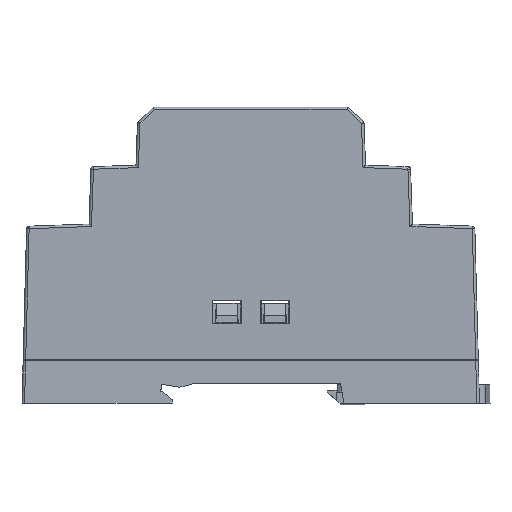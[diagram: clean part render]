
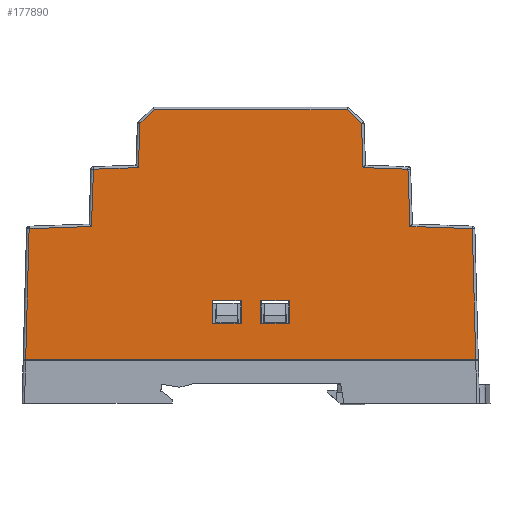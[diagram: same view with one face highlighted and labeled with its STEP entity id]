
A CAD part, left-side view. The second image highlights one B-rep face of the part: STEP entity #177890.
In plain terms, the highlighted planar face has unit normal (-1, 0, 0.009).
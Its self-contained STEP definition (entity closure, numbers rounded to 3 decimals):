
#176020=CARTESIAN_POINT('',(169.893,-96.83,8.9));
#176030=DIRECTION('',(-1.,0.,0.009));
#176040=DIRECTION('',(0.,1.,0.));
#176050=AXIS2_PLACEMENT_3D('',#176020,#176030,#176040);
#176060=PLANE('',#176050);
#176070=CARTESIAN_POINT('',(169.888,-52.551,
8.4));
#176080=DIRECTION('',(0.009,-0.026,
1.));
#176090=VECTOR('',#176080,1.);
#176100=LINE('',#176070,#176090);
#176110=CARTESIAN_POINT('',(169.888,-52.551,8.4));
#176120=VERTEX_POINT('',#176110);
#176130=CARTESIAN_POINT('',(170.112,-53.223,
34.102));
#176140=VERTEX_POINT('',#176130);
#176150=EDGE_CURVE('',#176120,#176140,#176100,.T.);
#176160=ORIENTED_EDGE('',*,*,#176150,.F.);
#176170=CARTESIAN_POINT('',(170.112,-53.223,
34.102));
#176180=DIRECTION('',(0.,-0.999,
0.035));
#176190=VECTOR('',#176180,1.);
#176200=LINE('',#176170,#176190);
#176210=CARTESIAN_POINT('',(170.116,-65.49,
34.531));
#176220=VERTEX_POINT('',#176210);
#176230=EDGE_CURVE('',#176140,#176220,#176200,.T.);
#176240=ORIENTED_EDGE('',*,*,#176230,.F.);
#176250=CARTESIAN_POINT('',(170.116,-65.49,
34.531));
#176260=DIRECTION('',(0.009,-0.035,
0.999));
#176270=VECTOR('',#176260,1.);
#176280=LINE('',#176250,#176270);
#176290=CARTESIAN_POINT('',(170.215,-65.884,
45.809));
#176300=VERTEX_POINT('',#176290);
#176310=EDGE_CURVE('',#176220,#176300,#176280,.T.);
#176320=ORIENTED_EDGE('',*,*,#176310,.F.);
#176330=CARTESIAN_POINT('',(170.215,-65.884,
45.809));
#176340=DIRECTION('',(0.,-0.999,
0.035));
#176350=VECTOR('',#176340,1.);
#176360=LINE('',#176330,#176350);
#176370=CARTESIAN_POINT('',(170.217,-74.73,
46.118));
#176380=VERTEX_POINT('',#176370);
#176390=EDGE_CURVE('',#176300,#176380,#176360,.T.);
#176400=ORIENTED_EDGE('',*,*,#176390,.F.);
#176410=CARTESIAN_POINT('',(170.217,-74.73,
46.118));
#176420=DIRECTION('',(0.009,-0.035,
0.999));
#176430=VECTOR('',#176420,1.);
#176440=LINE('',#176410,#176430);
#176450=CARTESIAN_POINT('',(170.293,-75.032,
54.787));
#176460=VERTEX_POINT('',#176450);
#176470=EDGE_CURVE('',#176380,#176460,#176440,.T.);
#176480=ORIENTED_EDGE('',*,*,#176470,.F.);
#176490=CARTESIAN_POINT('',(170.293,-75.032,
54.787));
#176500=DIRECTION('',(0.006,-0.719,
0.695));
#176510=VECTOR('',#176500,1.);
#176520=LINE('',#176490,#176510);
#176530=CARTESIAN_POINT('',(170.317,-77.846,
57.504));
#176540=VERTEX_POINT('',#176530);
#176550=EDGE_CURVE('',#176460,#176540,#176520,.T.);
#176560=ORIENTED_EDGE('',*,*,#176550,.F.);
#176570=CARTESIAN_POINT('',(170.317,-115.814,
57.504));
#176580=DIRECTION('',(0.,1.,0.));
#176590=VECTOR('',#176580,1.);
#176600=LINE('',#176570,#176590);
#176610=CARTESIAN_POINT('',(170.317,-115.814,
57.504));
#176620=VERTEX_POINT('',#176610);
#176630=EDGE_CURVE('',#176620,#176540,#176600,.T.);
#176640=ORIENTED_EDGE('',*,*,#176630,.T.);
#176650=CARTESIAN_POINT('',(170.317,-115.814,
57.504));
#176660=DIRECTION('',(-0.006,-0.719,
-0.695));
#176670=VECTOR('',#176660,1.);
#176680=LINE('',#176650,#176670);
#176690=CARTESIAN_POINT('',(170.293,-118.628,
54.787));
#176700=VERTEX_POINT('',#176690);
#176710=EDGE_CURVE('',#176620,#176700,#176680,.T.);
#176720=ORIENTED_EDGE('',*,*,#176710,.F.);
#176730=CARTESIAN_POINT('',(170.293,-118.628,
54.787));
#176740=DIRECTION('',(-0.009,-0.035,
-0.999));
#176750=VECTOR('',#176740,1.);
#176760=LINE('',#176730,#176750);
#176770=CARTESIAN_POINT('',(170.217,-118.931,
46.118));
#176780=VERTEX_POINT('',#176770);
#176790=EDGE_CURVE('',#176700,#176780,#176760,.T.);
#176800=ORIENTED_EDGE('',*,*,#176790,.F.);
#176810=CARTESIAN_POINT('',(170.217,-118.931,
46.118));
#176820=DIRECTION('',(0.,-0.999,
-0.035));
#176830=VECTOR('',#176820,1.);
#176840=LINE('',#176810,#176830);
#176850=CARTESIAN_POINT('',(170.215,-127.776,
45.809));
#176860=VERTEX_POINT('',#176850);
#176870=EDGE_CURVE('',#176780,#176860,#176840,.T.);
#176880=ORIENTED_EDGE('',*,*,#176870,.F.);
#176890=CARTESIAN_POINT('',(170.215,-127.776,
45.809));
#176900=DIRECTION('',(-0.009,-0.035,
-0.999));
#176910=VECTOR('',#176900,1.);
#176920=LINE('',#176890,#176910);
#176930=CARTESIAN_POINT('',(170.116,-128.17,
34.536));
#176940=VERTEX_POINT('',#176930);
#176950=EDGE_CURVE('',#176860,#176940,#176920,.T.);
#176960=ORIENTED_EDGE('',*,*,#176950,.F.);
#176970=CARTESIAN_POINT('',(170.116,-128.17,
34.536));
#176980=DIRECTION('',(0.,-0.999,
-0.035));
#176990=VECTOR('',#176980,1.);
#177000=LINE('',#176970,#176990);
#177010=CARTESIAN_POINT('',(170.113,-140.437,
34.107));
#177020=VERTEX_POINT('',#177010);
#177030=EDGE_CURVE('',#176940,#177020,#177000,.T.);
#177040=ORIENTED_EDGE('',*,*,#177030,.F.);
#177050=CARTESIAN_POINT('',(170.113,-140.437,
34.107));
#177060=DIRECTION('',(-0.009,-0.026,
-1.));
#177070=VECTOR('',#177060,1.);
#177080=LINE('',#177050,#177070);
#177090=CARTESIAN_POINT('',(169.888,-141.11,
8.4));
#177100=VERTEX_POINT('',#177090);
#177110=EDGE_CURVE('',#177020,#177100,#177080,.T.);
#177120=ORIENTED_EDGE('',*,*,#177110,.F.);
#177130=CARTESIAN_POINT('',(169.888,-52.551,8.4));
#177140=DIRECTION('',(0.,-1.,0.));
#177150=VECTOR('',#177140,1.);
#177160=LINE('',#177130,#177150);
#177170=EDGE_CURVE('',#176120,#177100,#177160,.T.);
#177180=ORIENTED_EDGE('',*,*,#177170,.T.);
#177190=EDGE_LOOP('',(#177180,#177120,#177040,#176960,#176880,#176800,
#176720,#176640,#176560,#176480,#176400,#176320,#176240,#176160));
#177200=FACE_OUTER_BOUND('',#177190,.T.);
#177210=CARTESIAN_POINT('',(169.949,-104.461,
15.417));
#177220=DIRECTION('',(0.,1.,0.));
#177230=VECTOR('',#177220,1.);
#177240=LINE('',#177210,#177230);
#177250=CARTESIAN_POINT('',(169.949,-104.461,
15.417));
#177260=VERTEX_POINT('',#177250);
#177270=CARTESIAN_POINT('',(169.949,-98.758,
15.417));
#177280=VERTEX_POINT('',#177270);
#177290=EDGE_CURVE('',#177260,#177280,#177240,.T.);
#177300=ORIENTED_EDGE('',*,*,#177290,.T.);
#177310=CARTESIAN_POINT('',(169.989,-104.459,
20.));
#177320=DIRECTION('',(-0.009,0.,
-1.));
#177330=VECTOR('',#177320,1.);
#177340=LINE('',#177310,#177330);
#177350=CARTESIAN_POINT('',(169.989,-104.46,
20.));
#177360=VERTEX_POINT('',#177350);
#177370=EDGE_CURVE('',#177360,#177260,#177340,.T.);
#177380=ORIENTED_EDGE('',*,*,#177370,.T.);
#177390=CARTESIAN_POINT('',(169.989,-98.759,
20.));
#177400=DIRECTION('',(0.,-1.,0.));
#177410=VECTOR('',#177400,1.);
#177420=LINE('',#177390,#177410);
#177430=CARTESIAN_POINT('',(169.989,-98.76,
20.));
#177440=VERTEX_POINT('',#177430);
#177450=EDGE_CURVE('',#177440,#177360,#177420,.T.);
#177460=ORIENTED_EDGE('',*,*,#177450,.T.);
#177470=CARTESIAN_POINT('',(169.949,-98.758,
15.417));
#177480=DIRECTION('',(0.009,0.,
1.));
#177490=VECTOR('',#177480,1.);
#177500=LINE('',#177470,#177490);
#177510=EDGE_CURVE('',#177280,#177440,#177500,.T.);
#177520=ORIENTED_EDGE('',*,*,#177510,.T.);
#177530=EDGE_LOOP('',(#177520,#177460,#177380,#177300));
#177540=FACE_BOUND('',#177530,.T.);
#177550=CARTESIAN_POINT('',(169.949,-89.258,
15.417));
#177560=DIRECTION('',(0.009,0.,
1.));
#177570=VECTOR('',#177560,1.);
#177580=LINE('',#177550,#177570);
#177590=CARTESIAN_POINT('',(169.949,-89.258,
15.417));
#177600=VERTEX_POINT('',#177590);
#177610=CARTESIAN_POINT('',(169.989,-89.26,
20.));
#177620=VERTEX_POINT('',#177610);
#177630=EDGE_CURVE('',#177600,#177620,#177580,.T.);
#177640=ORIENTED_EDGE('',*,*,#177630,.T.);
#177650=CARTESIAN_POINT('',(169.949,-94.961,
15.417));
#177660=DIRECTION('',(0.,1.,0.));
#177670=VECTOR('',#177660,1.);
#177680=LINE('',#177650,#177670);
#177690=CARTESIAN_POINT('',(169.949,-94.961,
15.417));
#177700=VERTEX_POINT('',#177690);
#177710=EDGE_CURVE('',#177700,#177600,#177680,.T.);
#177720=ORIENTED_EDGE('',*,*,#177710,.T.);
#177730=CARTESIAN_POINT('',(169.989,-94.959,
20.));
#177740=DIRECTION('',(-0.009,0.,
-1.));
#177750=VECTOR('',#177740,1.);
#177760=LINE('',#177730,#177750);
#177770=CARTESIAN_POINT('',(169.989,-94.959,
20.));
#177780=VERTEX_POINT('',#177770);
#177790=EDGE_CURVE('',#177780,#177700,#177760,.T.);
#177800=ORIENTED_EDGE('',*,*,#177790,.T.);
#177810=CARTESIAN_POINT('',(169.989,-89.259,
20.));
#177820=DIRECTION('',(0.,-1.,0.));
#177830=VECTOR('',#177820,1.);
#177840=LINE('',#177810,#177830);
#177850=EDGE_CURVE('',#177620,#177780,#177840,.T.);
#177860=ORIENTED_EDGE('',*,*,#177850,.T.);
#177870=EDGE_LOOP('',(#177860,#177800,#177720,#177640));
#177880=FACE_BOUND('',#177870,.T.);
#177890=ADVANCED_FACE('',(#177200,#177540,#177880),#176060,.T.);
